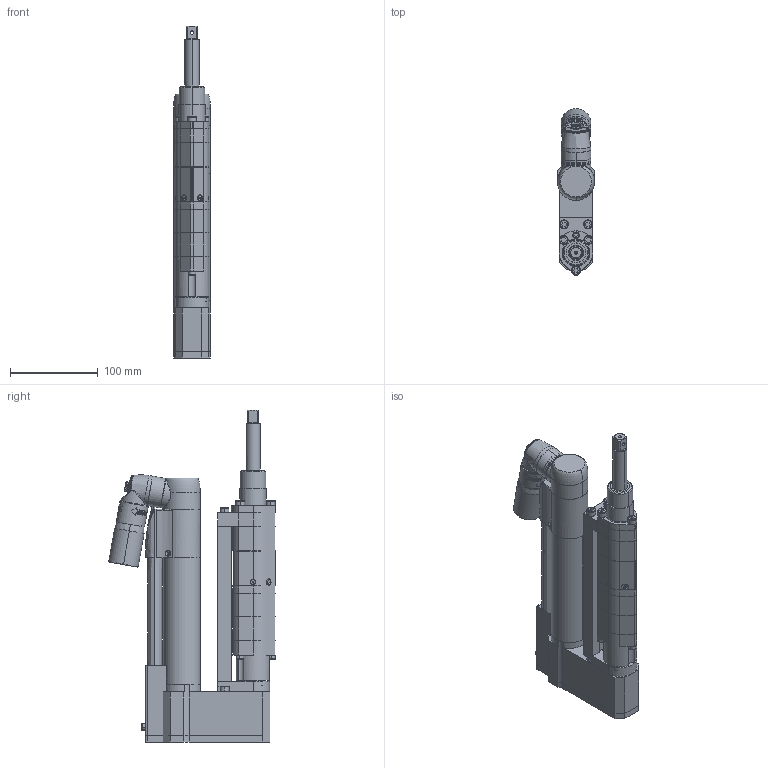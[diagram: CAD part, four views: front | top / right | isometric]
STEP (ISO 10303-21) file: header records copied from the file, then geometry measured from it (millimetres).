
FILE_DESCRIPTION((''),'2;1');
FILE_NAME('9831410889_ASM','2020-09-28T08:02:15',('Toohpn'),(''),'CREO PARAMETRIC BY PTC INC, 2018100','CREO PARAMETRIC BY PTC INC, 2018100','');
FILE_SCHEMA(('CONFIG_CONTROL_DESIGN','GEOMETRIC_VALIDATION_PROPERTIES_MIM'));
Length unit declared in the file: millimetre
Products named in the file (51): 4232630200; 4232630000; 0211117000; 4232814001; 0211117200; 4232814080_ASM; 4230260102; 4230260112_ASM; 4230262500; 0219110017; 4230262900; 4230262180_ASM; 4230263000; 4230263200; 4230263300; 4230263280_ASM; 4230263700; 4230262700; 4230263500_AF0; 0215000398; 4230264080_SPEC1_ASM; 4230261700_AF1; 4230300080_ASM; 0694501004; 4230301180_ASM; 4232814003; 4231291600; 4231291800; 0211124900; 0211124700; 4232814081_ASM; 4230161300; 4230218070_AF0; 4230218070_AF1; 4230265880_ASM; 0216195765; 4230297262_ASM; 4230296262_ASM; 4231291500; 4230161900 ...
Assembly tree (67 placements, depth 5):
  9831410889_ASM
    4232814080_ASM
      4232630200
      4232630000
      0211117000  x3
      4232814001
      0211117200  x3
    4230301180_ASM
      4230260112_ASM
        4230260102
      4230262180_ASM
        4230262500
        0219110017  x2
        4230262900
      4230264080_SPEC1_ASM
        4230263000
        4230263280_ASM
          4230263200
          4230263300
        4230263700
        4230262700
        4230263500_AF0
        0215000398
      4230300080_ASM
        4230261700_AF1
      0694501004
    4232814081_ASM
      4232814003
      4231291600
      4231291800
      0211124900  x2
      0211124700  x2
    4230296262_ASM
      4230297262_ASM
        4230161300
        4230265880_ASM
          4230218070_AF0
          4230218070_AF1
        0216195765  x4
    4231292080_ASM
      4231291500
      4230161900  x2
      0211122000  x3
    4232830880_ASM
      4232830800
      0211117600
      4230167100
      4090034100
      0211125100  x3
    4230181900
    4232630100
    0211117600  x2
Bounding box: 42 x 189.31 x 377.5 mm (x, y, z)
Volume: 703089.4 mm3; surface area: 352162.4 mm2
Topology: 55 solids, 75 shells, 3711 faces, 9907 edges, 6413 vertices
Faces by surface type: plane 1399, cylinder 1304, torus 414, cone 341, bspline 236, extrusion 7, revolution 6, sphere 4
Entity records: 130742 total; most frequent: CARTESIAN_POINT 33760, ORIENTED_EDGE 15254, DIRECTION 14484, EDGE_CURVE 7667, PRESENTATION_STYLE_ASSIGNMENT 7250, STYLED_ITEM 7121, CURVE_STYLE 7056, AXIS2_PLACEMENT_3D 5568
